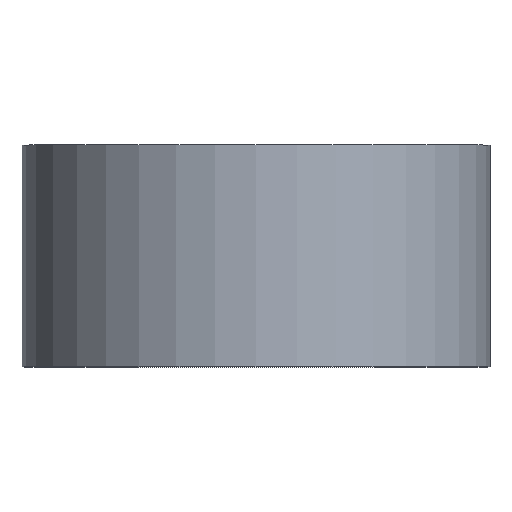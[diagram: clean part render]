
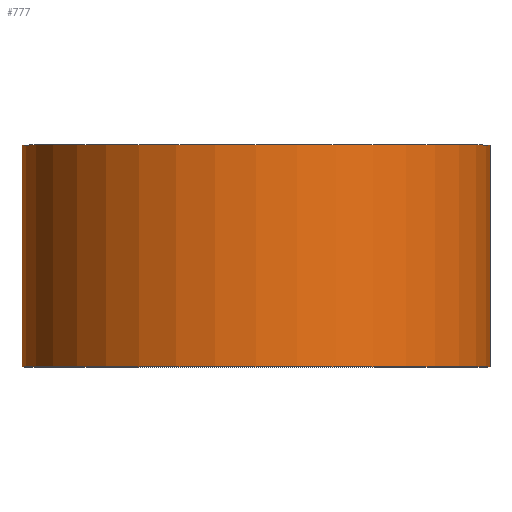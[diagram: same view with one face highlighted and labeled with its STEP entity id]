
A CAD part, top view. The second image highlights one B-rep face of the part: STEP entity #777.
In plain terms, the highlighted cylindrical face has radius 6.75 mm (diameter 13.5 mm), a partial arc.
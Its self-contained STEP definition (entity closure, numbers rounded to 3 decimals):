
#736 = CARTESIAN_POINT ( 'NONE',  ( 6.75, -3.2, 9.75 ) ) ;
#737 = VERTEX_POINT ( 'NONE', #736 ) ;
#738 = CARTESIAN_POINT ( 'NONE',  ( -6.75, -3.2, 9.75 ) ) ;
#739 = VERTEX_POINT ( 'NONE', #738 ) ;
#740 = CARTESIAN_POINT ( 'NONE',  ( 0., -3.2, 9.75 ) ) ;
#741 = DIRECTION ( 'NONE',  ( 0., -1., 0. ) ) ;
#742 = DIRECTION ( 'NONE',  ( -1., 0., 0. ) ) ;
#743 = AXIS2_PLACEMENT_3D ( 'NONE', #740, #741, #742 ) ;
#744 = CIRCLE ( 'NONE', #743, 6.75) ;
#745 = EDGE_CURVE ( 'NONE', #737, #739, #744, .T. ) ;
#746 = ORIENTED_EDGE ( 'NONE', *, *, #745, .F. ) ;
#747 = CARTESIAN_POINT ( 'NONE',  ( 6.75, 3.2, 9.75 ) ) ;
#748 = VERTEX_POINT ( 'NONE', #747 ) ;
#749 = CARTESIAN_POINT ( 'NONE',  ( 6.75, -3.2, 9.75 ) ) ;
#750 = DIRECTION ( 'NONE',  ( 0., 1., 0. ) ) ;
#751 = VECTOR ( 'NONE', #750, 1000. ) ;
#752 = LINE ( 'NONE', #749, #751 ) ;
#753 = EDGE_CURVE ( 'NONE', #737, #748, #752, .T. ) ;
#754 = ORIENTED_EDGE ( 'NONE', *, *, #753, .T. ) ;
#755 = CARTESIAN_POINT ( 'NONE',  ( -6.75, 3.2, 9.75 ) ) ;
#756 = VERTEX_POINT ( 'NONE', #755 ) ;
#757 = CARTESIAN_POINT ( 'NONE',  ( 0., 3.2, 9.75 ) ) ;
#758 = DIRECTION ( 'NONE',  ( 0., -1., 0. ) ) ;
#759 = DIRECTION ( 'NONE',  ( -1., 0., 0. ) ) ;
#760 = AXIS2_PLACEMENT_3D ( 'NONE', #757, #758, #759 ) ;
#761 = CIRCLE ( 'NONE', #760, 6.75) ;
#762 = EDGE_CURVE ( 'NONE', #748, #756, #761, .T. ) ;
#763 = ORIENTED_EDGE ( 'NONE', *, *, #762, .T. ) ;
#764 = CARTESIAN_POINT ( 'NONE',  ( -6.75, -3.2, 9.75 ) ) ;
#765 = DIRECTION ( 'NONE',  ( 0., 1., 0. ) ) ;
#766 = VECTOR ( 'NONE', #765, 1000. ) ;
#767 = LINE ( 'NONE', #764, #766 ) ;
#768 = EDGE_CURVE ( 'NONE', #739, #756, #767, .T. ) ;
#769 = ORIENTED_EDGE ( 'NONE', *, *, #768, .F. ) ;
#770 = EDGE_LOOP ( 'NONE', ( #746, #754, #763, #769 ) ) ;
#771 = FACE_OUTER_BOUND ( 'NONE', #770, .T. ) ;
#772 = CARTESIAN_POINT ( 'NONE',  ( 0., -3.2, 9.75 ) ) ;
#773 = DIRECTION ( 'NONE',  ( 0., 1., 0. ) ) ;
#774 = DIRECTION ( 'NONE',  ( -1., 0., 0. ) ) ;
#775 = AXIS2_PLACEMENT_3D ( 'NONE', #772, #773, #774 ) ;
#776 = CYLINDRICAL_SURFACE ( 'NONE', #775, 6.75) ;
#777 = ADVANCED_FACE ( 'NONE', ( #771 ), #776, .T. ) ;
